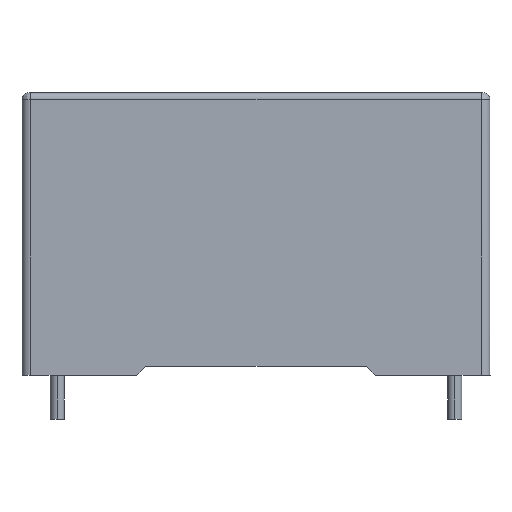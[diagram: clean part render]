
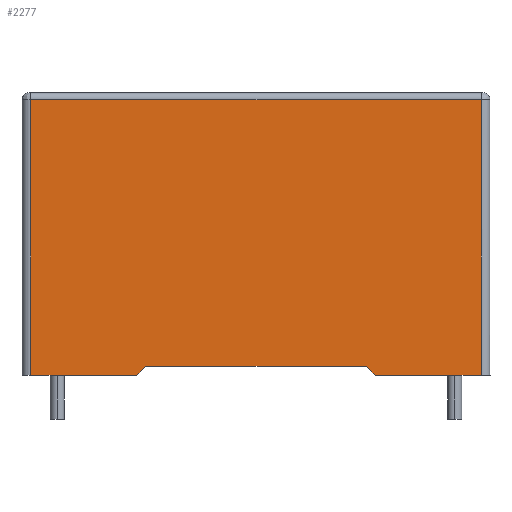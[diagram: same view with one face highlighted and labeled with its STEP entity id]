
A CAD part, front view. The second image highlights one B-rep face of the part: STEP entity #2277.
In plain terms, the highlighted planar face has unit normal (0, -1, 0).
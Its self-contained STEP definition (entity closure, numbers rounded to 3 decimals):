
#13 = CARTESIAN_POINT ( 'NONE',  ( 6.25, -3.5, 0.51 ) ) ;
#48 = ORIENTED_EDGE ( 'NONE', *, *, #501, .T. ) ;
#85 = VECTOR ( 'NONE', #1392, 1000. ) ;
#134 = DIRECTION ( 'NONE',  ( 0., 0., -1. ) ) ;
#136 = ORIENTED_EDGE ( 'NONE', *, *, #903, .T. ) ;
#179 = DIRECTION ( 'NONE',  ( 0., -1., 0. ) ) ;
#191 = ORIENTED_EDGE ( 'NONE', *, *, #923, .T. ) ;
#225 = VERTEX_POINT ( 'NONE', #1182 ) ;
#227 = EDGE_CURVE ( 'NONE', #2366, #2049, #2275, .T. ) ;
#235 = CARTESIAN_POINT ( 'NONE',  ( 6.75, -3.5, 0.01 ) ) ;
#276 = CARTESIAN_POINT ( 'NONE',  ( -6.75, -3.5, 0.01 ) ) ;
#328 = EDGE_CURVE ( 'NONE', #1728, #225, #1328, .T. ) ;
#408 = LINE ( 'NONE', #1256, #2419 ) ;
#501 = EDGE_CURVE ( 'NONE', #225, #2366, #408, .T. ) ;
#533 = LINE ( 'NONE', #276, #85 ) ;
#616 = VECTOR ( 'NONE', #629, 1000. ) ;
#629 = DIRECTION ( 'NONE',  ( 1., 0., 0. ) ) ;
#698 = DIRECTION ( 'NONE',  ( 0.707, 0., -0.707 ) ) ;
#870 = LINE ( 'NONE', #13, #1462 ) ;
#903 = EDGE_CURVE ( 'NONE', #2151, #2609, #870, .T. ) ;
#920 = ORIENTED_EDGE ( 'NONE', *, *, #227, .T. ) ;
#923 = EDGE_CURVE ( 'NONE', #2522, #2151, #2733, .T. ) ;
#980 = CARTESIAN_POINT ( 'NONE',  ( -6.75, -3.5, 0.01 ) ) ;
#995 = EDGE_LOOP ( 'NONE', ( #1804, #1979, #48, #920, #1966, #191, #136, #1365 ) ) ;
#1012 = EDGE_CURVE ( 'NONE', #1893, #1728, #1374, .T. ) ;
#1022 = DIRECTION ( 'NONE',  ( 1., 0., 0. ) ) ;
#1025 = CARTESIAN_POINT ( 'NONE',  ( -6.25, -3.5, 0.51 ) ) ;
#1150 = CARTESIAN_POINT ( 'NONE',  ( 12.75, -3.5, 8.049 ) ) ;
#1182 = CARTESIAN_POINT ( 'NONE',  ( -12.75, -3.5, 15.61 ) ) ;
#1251 = PLANE ( 'NONE',  #2657 ) ;
#1256 = CARTESIAN_POINT ( 'NONE',  ( -12.75, -3.5, 8.049 ) ) ;
#1269 = DIRECTION ( 'NONE',  ( 0., 0., -1. ) ) ;
#1273 = CARTESIAN_POINT ( 'NONE',  ( 12.75, -3.5, 0.01 ) ) ;
#1328 = LINE ( 'NONE', #2568, #1892 ) ;
#1365 = ORIENTED_EDGE ( 'NONE', *, *, #1485, .T. ) ;
#1374 = LINE ( 'NONE', #1150, #1557 ) ;
#1392 = DIRECTION ( 'NONE',  ( 0.707, 0., 0.707 ) ) ;
#1423 = FACE_OUTER_BOUND ( 'NONE', #995, .T. ) ;
#1462 = VECTOR ( 'NONE', #698, 1000. ) ;
#1485 = EDGE_CURVE ( 'NONE', #2609, #1893, #1677, .T. ) ;
#1489 = DIRECTION ( 'NONE',  ( 1., 0., 0. ) ) ;
#1557 = VECTOR ( 'NONE', #2612, 1000. ) ;
#1677 = LINE ( 'NONE', #2521, #616 ) ;
#1708 = CARTESIAN_POINT ( 'NONE',  ( 6.25, -3.5, 0.51 ) ) ;
#1728 = VERTEX_POINT ( 'NONE', #1750 ) ;
#1750 = CARTESIAN_POINT ( 'NONE',  ( 12.75, -3.5, 15.61 ) ) ;
#1804 = ORIENTED_EDGE ( 'NONE', *, *, #1012, .T. ) ;
#1892 = VECTOR ( 'NONE', #2179, 1000. ) ;
#1893 = VERTEX_POINT ( 'NONE', #1273 ) ;
#1966 = ORIENTED_EDGE ( 'NONE', *, *, #2436, .T. ) ;
#1979 = ORIENTED_EDGE ( 'NONE', *, *, #328, .T. ) ;
#2049 = VERTEX_POINT ( 'NONE', #980 ) ;
#2062 = CARTESIAN_POINT ( 'NONE',  ( -13.25, -3.5, 0.01 ) ) ;
#2094 = CARTESIAN_POINT ( 'NONE',  ( 0., -3.5, 8.049 ) ) ;
#2151 = VERTEX_POINT ( 'NONE', #1708 ) ;
#2179 = DIRECTION ( 'NONE',  ( -1., 0., 0. ) ) ;
#2275 = LINE ( 'NONE', #2062, #2722 ) ;
#2277 = ADVANCED_FACE ( 'NONE', ( #1423 ), #1251, .T. ) ;
#2332 = CARTESIAN_POINT ( 'NONE',  ( -12.75, -3.5, 0.01 ) ) ;
#2366 = VERTEX_POINT ( 'NONE', #2332 ) ;
#2419 = VECTOR ( 'NONE', #1269, 1000. ) ;
#2436 = EDGE_CURVE ( 'NONE', #2049, #2522, #533, .T. ) ;
#2475 = VECTOR ( 'NONE', #1489, 1000. ) ;
#2521 = CARTESIAN_POINT ( 'NONE',  ( 6.75, -3.5, 0.01 ) ) ;
#2522 = VERTEX_POINT ( 'NONE', #1025 ) ;
#2556 = CARTESIAN_POINT ( 'NONE',  ( 0., -3.5, 0.51 ) ) ;
#2568 = CARTESIAN_POINT ( 'NONE',  ( 0., -3.5, 15.61 ) ) ;
#2609 = VERTEX_POINT ( 'NONE', #235 ) ;
#2612 = DIRECTION ( 'NONE',  ( 0., 0., 1. ) ) ;
#2657 = AXIS2_PLACEMENT_3D ( 'NONE', #2094, #179, #134 ) ;
#2722 = VECTOR ( 'NONE', #1022, 1000. ) ;
#2733 = LINE ( 'NONE', #2556, #2475 ) ;
